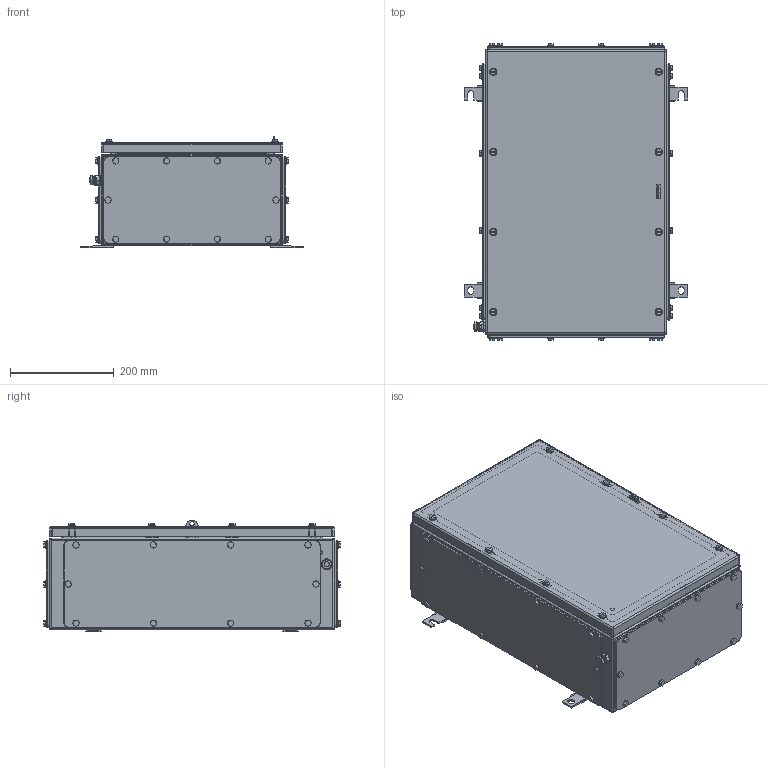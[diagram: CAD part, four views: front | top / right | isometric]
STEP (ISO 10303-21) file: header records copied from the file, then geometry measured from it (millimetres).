
FILE_DESCRIPTION(('CATIA V5 STEP Exchange','CAx-IF Rec.Pracs.--- Model Styling and Organization---1.4--- 2014-01-23'),'2;1');
FILE_NAME ('008568-6_2_1195290000_1195290000.stp','2019-08-06T06:34:59+00:00',('none'),('Weidmueller'),'CATIA Version 5-6 Release 2016 SP3 HF44','CATIA V5 STEP AP214','none');
FILE_SCHEMA(('AUTOMOTIVE_DESIGN { 1 0 10303 214 1 1 1 1 }'));
Products named in the file (1): 1195290000
Bounding box: 431 x 572 x 215 mm (x, y, z)
Volume: 2198809.3 mm3; surface area: 2155858.2 mm2
Topology: 136 solids, 136 shells, 3549 faces, 8276 edges, 5048 vertices
Faces by surface type: cylinder 1609, plane 1376, cone 264, torus 148, sphere 112, bspline 40
Entity records: 98950 total; most frequent: CARTESIAN_POINT 23435, ORIENTED_EDGE 16128, DIRECTION 12943, EDGE_CURVE 8064, AXIS2_PLACEMENT_3D 5818, VERTEX_POINT 5048, VECTOR 4424, LINE 4424
